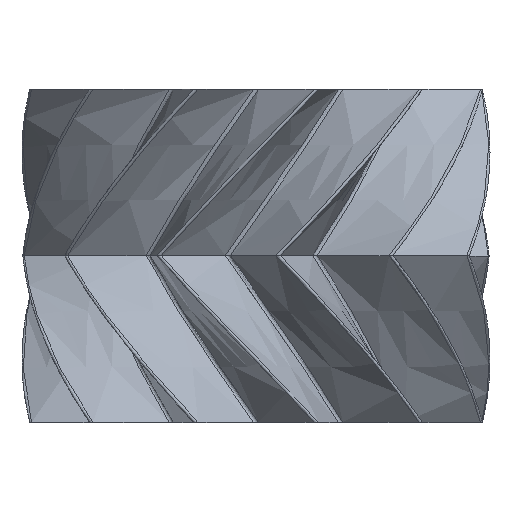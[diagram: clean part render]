
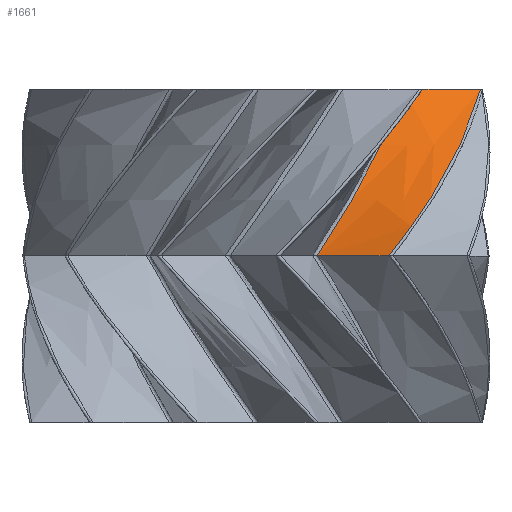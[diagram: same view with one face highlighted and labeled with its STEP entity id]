
A CAD part, top view. The second image highlights one B-rep face of the part: STEP entity #1661.
In plain terms, the highlighted free-form (B-spline) face has degree [3, 3] with [4, 4] control points.
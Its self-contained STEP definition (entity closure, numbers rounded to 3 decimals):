
#58=B_SPLINE_SURFACE_WITH_KNOTS('',3,3,((#5164,#5165,#5166,#5167),(#5168,
#5169,#5170,#5171),(#5172,#5173,#5174,#5175),(#5176,#5177,#5178,#5179)),
 .UNSPECIFIED.,.F.,.F.,.F.,(4,4),(4,4),(-0.476,-0.033),
(0.,0.691),.UNSPECIFIED.);
#176=B_SPLINE_CURVE_WITH_KNOTS('',3,(#2887,#2888,#2889,#2890),
 .UNSPECIFIED.,.F.,.F.,(4,4),(-0.476,-0.033),
 .UNSPECIFIED.);
#285=B_SPLINE_CURVE_WITH_KNOTS('',3,(#5043,#5044,#5045,#5046),
 .UNSPECIFIED.,.F.,.F.,(4,4),(0.,1.292),
 .UNSPECIFIED.);
#292=B_SPLINE_CURVE_WITH_KNOTS('',3,(#5180,#5181,#5182,#5183),
 .UNSPECIFIED.,.F.,.F.,(4,4),(0.,0.691),.UNSPECIFIED.);
#345=LINE('',#5159,#370);
#370=VECTOR('',#1816,10.);
#430=FACE_OUTER_BOUND('',#533,.T.);
#533=EDGE_LOOP('',(#1359,#1360,#1361,#1362));
#687=VERTEX_POINT('',#2880);
#688=VERTEX_POINT('',#2886);
#760=VERTEX_POINT('',#5042);
#763=VERTEX_POINT('',#5158);
#864=EDGE_CURVE('',#687,#688,#176,.T.);
#982=EDGE_CURVE('',#688,#760,#285,.T.);
#988=EDGE_CURVE('',#763,#760,#345,.T.);
#990=EDGE_CURVE('',#687,#763,#292,.T.);
#1359=ORIENTED_EDGE('',*,*,#982,.F.);
#1360=ORIENTED_EDGE('',*,*,#864,.F.);
#1361=ORIENTED_EDGE('',*,*,#990,.T.);
#1362=ORIENTED_EDGE('',*,*,#988,.T.);
#1661=ADVANCED_FACE('',(#430),#58,.F.);
#1816=DIRECTION('',(0.906,0.,0.424));
#2880=CARTESIAN_POINT('',(8.251,9.3,4.599));
#2886=CARTESIAN_POINT('',(12.534,9.3,3.492));
#2887=CARTESIAN_POINT('Ctrl Pts',(8.251,9.3,4.599));
#2888=CARTESIAN_POINT('Ctrl Pts',(9.679,9.3,4.23));
#2889=CARTESIAN_POINT('Ctrl Pts',(11.106,9.3,3.861));
#2890=CARTESIAN_POINT('Ctrl Pts',(12.534,9.3,3.492));
#5042=CARTESIAN_POINT('',(7.432,0.,10.679));
#5043=CARTESIAN_POINT('Ctrl Pts',(12.534,9.3,3.492));
#5044=CARTESIAN_POINT('Ctrl Pts',(11.728,6.2,6.378));
#5045=CARTESIAN_POINT('Ctrl Pts',(9.892,3.1,8.967));
#5046=CARTESIAN_POINT('Ctrl Pts',(7.432,0.,
10.679));
#5158=CARTESIAN_POINT('',(3.426,0.,8.803));
#5159=CARTESIAN_POINT('',(7.733,0.,10.821));
#5164=CARTESIAN_POINT('Ctrl Pts',(8.251,9.3,4.599));
#5165=CARTESIAN_POINT('Ctrl Pts',(7.192,6.2,6.5));
#5166=CARTESIAN_POINT('Ctrl Pts',(5.454,3.1,8.014));
#5167=CARTESIAN_POINT('Ctrl Pts',(3.426,0.,
8.803));
#5168=CARTESIAN_POINT('Ctrl Pts',(9.679,9.3,4.23));
#5169=CARTESIAN_POINT('Ctrl Pts',(8.704,6.2,6.46));
#5170=CARTESIAN_POINT('Ctrl Pts',(6.933,3.1,8.332));
#5171=CARTESIAN_POINT('Ctrl Pts',(4.761,0.,
9.429));
#5172=CARTESIAN_POINT('Ctrl Pts',(11.106,9.3,3.861));
#5173=CARTESIAN_POINT('Ctrl Pts',(10.217,6.2,6.419));
#5174=CARTESIAN_POINT('Ctrl Pts',(8.413,3.1,8.649));
#5175=CARTESIAN_POINT('Ctrl Pts',(6.096,0.,
10.054));
#5176=CARTESIAN_POINT('Ctrl Pts',(12.534,9.3,3.492));
#5177=CARTESIAN_POINT('Ctrl Pts',(11.729,6.2,6.379));
#5178=CARTESIAN_POINT('Ctrl Pts',(9.892,3.1,8.967));
#5179=CARTESIAN_POINT('Ctrl Pts',(7.432,0.,
10.679));
#5180=CARTESIAN_POINT('Ctrl Pts',(8.251,9.3,4.599));
#5181=CARTESIAN_POINT('Ctrl Pts',(7.192,6.2,6.5));
#5182=CARTESIAN_POINT('Ctrl Pts',(5.454,3.1,8.014));
#5183=CARTESIAN_POINT('Ctrl Pts',(3.426,0.,
8.803));
